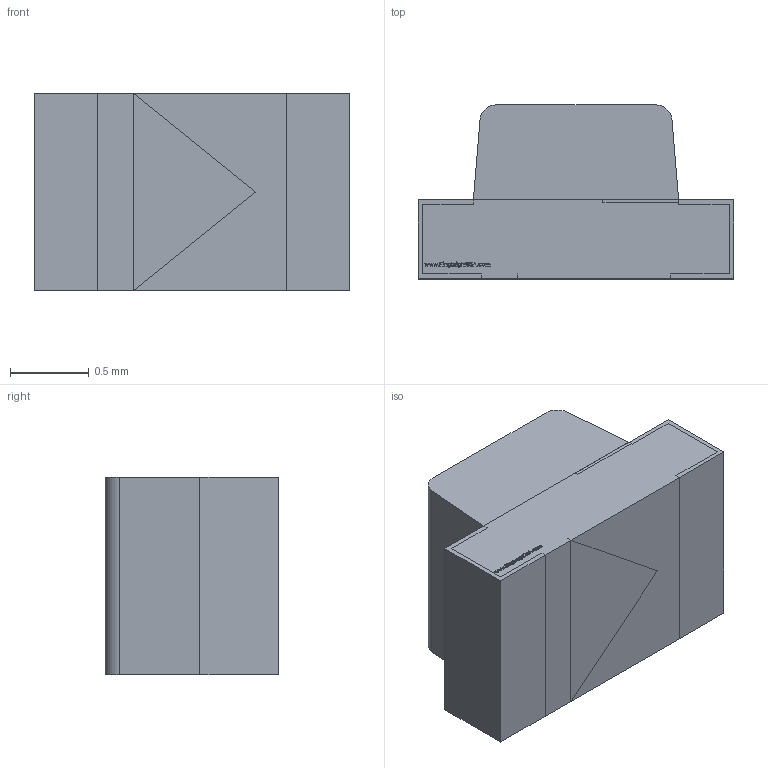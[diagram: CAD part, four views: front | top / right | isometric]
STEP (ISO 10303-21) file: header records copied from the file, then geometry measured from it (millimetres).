
FILE_DESCRIPTION (( 'STEP AP214' ), '1' );
FILE_NAME ('AP2012F3.STEP', '2008-09-03T16:42:46', ( '' ), ( '' ), 'SwSTEP 2.0', 'SolidWorks 2008', '' );
FILE_SCHEMA (( 'AUTOMOTIVE_DESIGN' ));
Length unit declared in the file: millimetre
Products named in the file (1): AP2012F3
Bounding box: 2 x 1.1 x 1.25 mm (x, y, z)
Volume: 2.2 mm3; surface area: 22 mm2
Topology: 7 solids, 7 shells, 342 faces, 900 edges, 600 vertices
Faces by surface type: plane 224, bspline 116, cylinder 2
Entity records: 19743 total; most frequent: CARTESIAN_POINT 8231, ORIENTED_EDGE 1800, DIRECTION 1126, EDGE_CURVE 900, LINE 664, VECTOR 664, VERTEX_POINT 600, EDGE_LOOP 370
